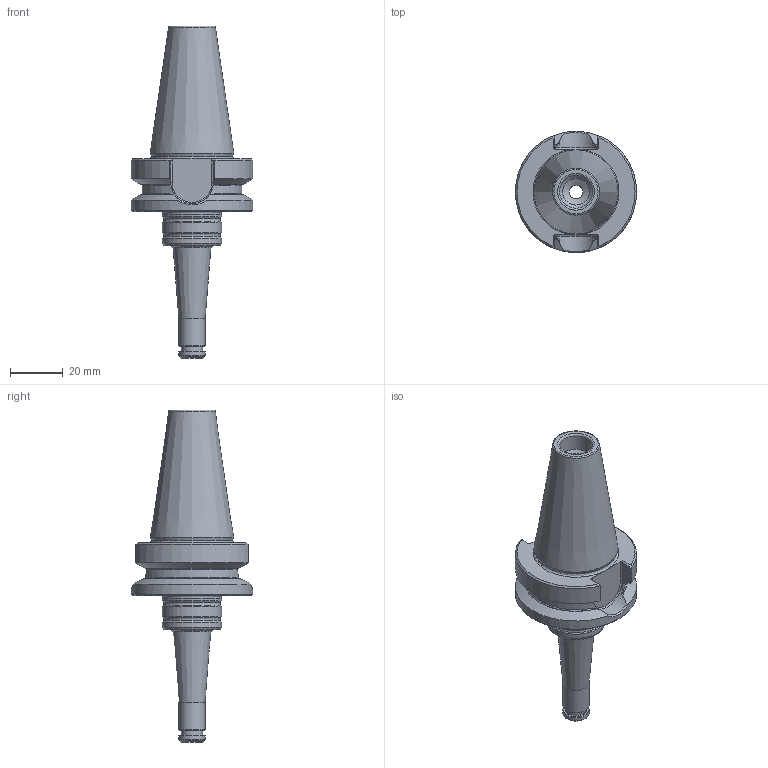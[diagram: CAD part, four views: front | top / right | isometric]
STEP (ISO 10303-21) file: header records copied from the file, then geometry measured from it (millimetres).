
FILE_DESCRIPTION(/* description */ (''),/* implementation_level */ '2;1');
FILE_NAME(/* name */ '413070640.stp',/* time_stamp */ '2021-01-08T12:32:23',/* author */ ('LRA'),/* organization */ ('REGO-FIX'),/* preprocessor_version */ ' Unknown',/* originating_system */ 'SIEMENS PLM Software Solid Edge ST10',/* authorization */ 'Unknown');
FILE_SCHEMA (('AUTOMOTIVE_DESIGN { 1 0 10303 214 2 1 1}'));
Length unit declared in the file: millimetre
Products named in the file (1): NOCUT
Bounding box: 46 x 46 x 125.9 mm (x, y, z)
Volume: 55095.5 mm3; surface area: 15579 mm2
Topology: 1 solids, 1 shells, 113 faces, 281 edges, 176 vertices
Faces by surface type: plane 36, cylinder 28, cone 25, torus 18, bspline 6
Full cylindrical faces by diameter (mm): 5 x1, 6.3 x1, 8 x1, 10 x2, 10.1 x1, 10.106 x2, 12.5 x1, 22.5 x4, 46 x1
Entity records: 3951 total; most frequent: CARTESIAN_POINT 809, DIRECTION 482, ORIENTED_EDGE 448, EDGE_CURVE 224, AXIS2_PLACEMENT_3D 213, EDGE_LOOP 166, FACE_BOUND 166, VERTEX_POINT 164
